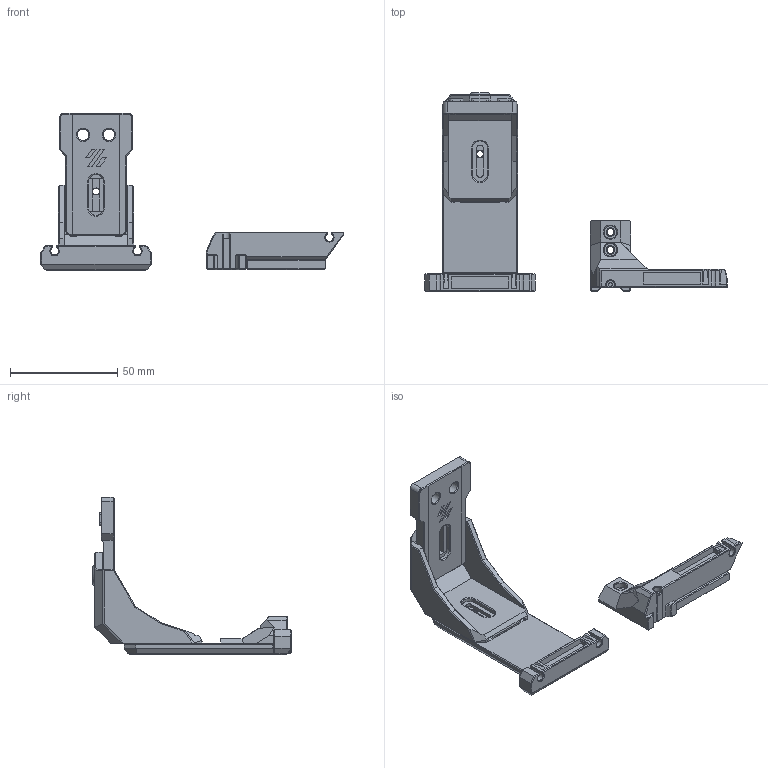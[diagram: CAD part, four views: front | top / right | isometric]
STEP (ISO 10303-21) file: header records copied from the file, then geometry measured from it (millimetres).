
FILE_DESCRIPTION(/* description */ ('','CAx-IF Rec.Pracs.---Representation and Presentation of Product Manufacturing Information (PMI)---4.0---2014-10-13'),/* implementation_level */ '2;1');
FILE_NAME(/* name */ 'Adjustable Gantry Nozzle wipe & static wipe rest v21.step',/* time_stamp */ '2025-01-07T07:19:55+13:00',/* author */ (''),/* organization */ (''),/* preprocessor_version */ 'ST-DEVELOPER v20',/* originating_system */ 'Autodesk Translation Framework v13.20.0.188',/* authorisation */ '');
FILE_SCHEMA (('AP242_MANAGED_MODEL_BASED_3D_ENGINEERING_MIM_LF { 1 0 10303 442 1 1 4 }'));
Length unit declared in the file: millimetre
Products named in the file (4): Adjustable Gantry Nozzle wipe & static wipe rest; Voron (v2.4, v1.8, Trident) Klicky; Dock mounts v1.4, v1.8, Trident; Dock Mount variable Assembly
Assembly tree (3 placements, depth 4):
  Adjustable Gantry Nozzle wipe & static wipe rest
    Voron (v2.4, v1.8, Trident) Klicky
      Dock mounts v1.4, v1.8, Trident
        Dock Mount variable Assembly
Bounding box: 140.88 x 92.62 x 73.32 mm (x, y, z)
Volume: 48867.1 mm3; surface area: 28344.9 mm2
Topology: 5 solids, 9 shells, 558 faces, 1381 edges, 856 vertices
Faces by surface type: plane 487, cylinder 39, cone 31, bspline 1
Full cylindrical faces by diameter (mm): 1.8 x1, 3 x1, 3.2 x3, 4.7 x2, 5.4 x2, 5.9 x2
Entity records: 16238 total; most frequent: CARTESIAN_POINT 2955, ORIENTED_EDGE 2762, DIRECTION 2608, EDGE_CURVE 1381, LINE 1226, VECTOR 1226, VERTEX_POINT 856, AXIS2_PLACEMENT_3D 691
